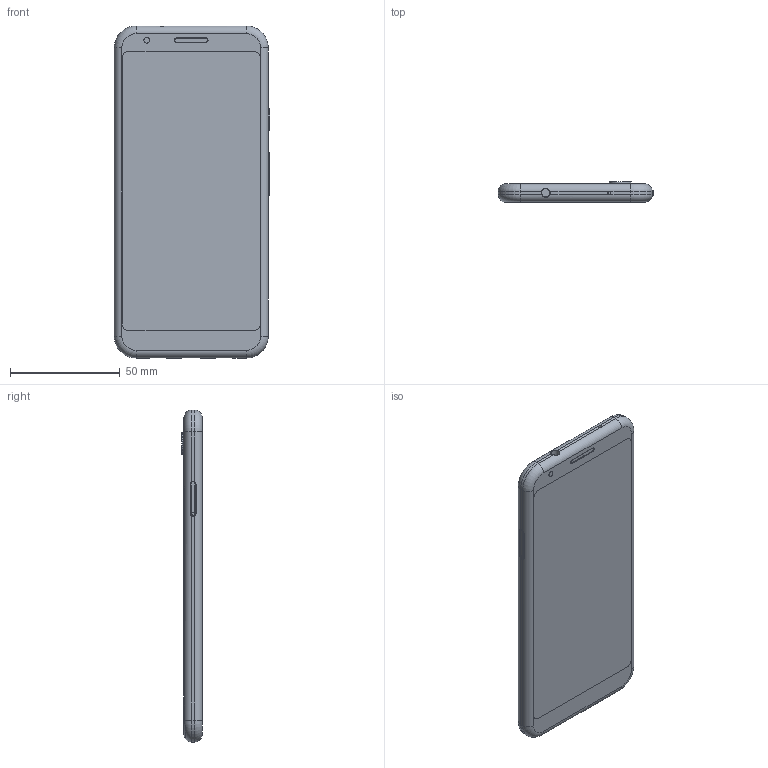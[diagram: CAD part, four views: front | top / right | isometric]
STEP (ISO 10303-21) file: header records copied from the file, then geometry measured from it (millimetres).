
FILE_DESCRIPTION(/* description */ (''),/* implementation_level */ '2;1');
FILE_NAME(/* name */ 'Pixel 3A v5.step',/* time_stamp */ '2020-10-29T21:26:12+01:00',/* author */ (''),/* organization */ (''),/* preprocessor_version */ 'ST-DEVELOPER v18.1',/* originating_system */ 'Autodesk Translation Framework v9.3.0.1241',/* authorisation */ '');
FILE_SCHEMA (('AUTOMOTIVE_DESIGN { 1 0 10303 214 3 1 1 }'));
Length unit declared in the file: millimetre
Products named in the file (1): Pixel 3A
Bounding box: 70.9 x 9.3 x 151.3 mm (x, y, z)
Volume: 84983.7 mm3; surface area: 23922.6 mm2
Topology: 1 solids, 1 shells, 170 faces, 439 edges, 284 vertices
Faces by surface type: plane 70, cylinder 60, torus 24, bspline 14, cone 2
Full cylindrical faces by diameter (mm): 1.35 x1, 1.4 x1, 3.8 x1, 4.5 x1, 4.6 x1, 9.15 x1, 10.15 x1
Entity records: 6054 total; most frequent: CARTESIAN_POINT 1749, ORIENTED_EDGE 878, DIRECTION 842, EDGE_CURVE 439, AXIS2_PLACEMENT_3D 324, VERTEX_POINT 284, LINE 194, VECTOR 194
